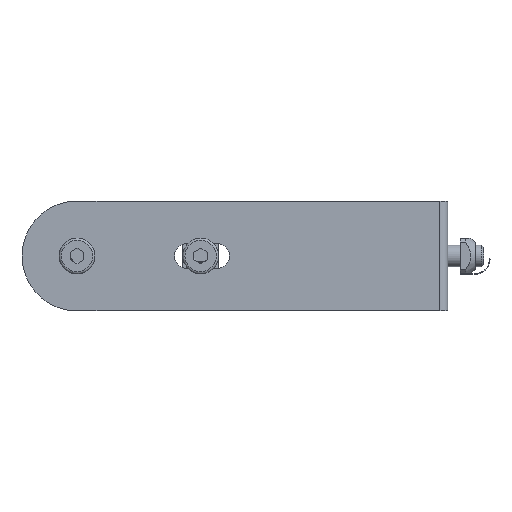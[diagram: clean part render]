
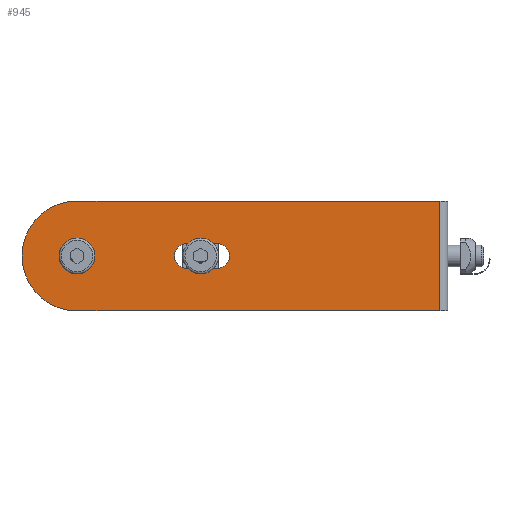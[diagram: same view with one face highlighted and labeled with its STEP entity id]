
A CAD part, left-side view. The second image highlights one B-rep face of the part: STEP entity #945.
In plain terms, the highlighted planar face has unit normal (-1, 0, 0).
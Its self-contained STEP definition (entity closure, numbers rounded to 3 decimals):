
#108=FACE_BOUND('',#202,.T.);
#109=FACE_BOUND('',#203,.T.);
#118=PLANE('',#1082);
#150=FACE_OUTER_BOUND('',#201,.T.);
#201=EDGE_LOOP('',(#671,#672,#673,#674));
#202=EDGE_LOOP('',(#675));
#203=EDGE_LOOP('',(#676,#677,#678,#679));
#261=LINE('',#1472,#337);
#263=LINE('',#1478,#339);
#264=LINE('',#1481,#340);
#265=LINE('',#1488,#341);
#266=LINE('',#1491,#342);
#337=VECTOR('',#1189,10.);
#339=VECTOR('',#1195,10.);
#340=VECTOR('',#1198,10.);
#341=VECTOR('',#1203,10.);
#342=VECTOR('',#1206,10.);
#415=CIRCLE('',#1083,20.);
#416=CIRCLE('',#1084,4.5);
#417=CIRCLE('',#1085,4.5);
#418=CIRCLE('',#1086,4.5);
#449=VERTEX_POINT('',#1469);
#450=VERTEX_POINT('',#1471);
#452=VERTEX_POINT('',#1477);
#453=VERTEX_POINT('',#1479);
#454=VERTEX_POINT('',#1482);
#455=VERTEX_POINT('',#1484);
#456=VERTEX_POINT('',#1485);
#457=VERTEX_POINT('',#1487);
#458=VERTEX_POINT('',#1489);
#537=EDGE_CURVE('',#449,#450,#261,.T.);
#540=EDGE_CURVE('',#449,#452,#263,.T.);
#541=EDGE_CURVE('',#453,#452,#415,.T.);
#542=EDGE_CURVE('',#453,#450,#264,.T.);
#543=EDGE_CURVE('',#454,#454,#416,.T.);
#544=EDGE_CURVE('',#455,#456,#417,.T.);
#545=EDGE_CURVE('',#456,#457,#265,.T.);
#546=EDGE_CURVE('',#457,#458,#418,.T.);
#547=EDGE_CURVE('',#458,#455,#266,.T.);
#671=ORIENTED_EDGE('',*,*,#537,.F.);
#672=ORIENTED_EDGE('',*,*,#540,.T.);
#673=ORIENTED_EDGE('',*,*,#541,.F.);
#674=ORIENTED_EDGE('',*,*,#542,.T.);
#675=ORIENTED_EDGE('',*,*,#543,.T.);
#676=ORIENTED_EDGE('',*,*,#544,.T.);
#677=ORIENTED_EDGE('',*,*,#545,.T.);
#678=ORIENTED_EDGE('',*,*,#546,.T.);
#679=ORIENTED_EDGE('',*,*,#547,.T.);
#945=ADVANCED_FACE('',(#150,#108,#109),#118,.T.);
#1082=AXIS2_PLACEMENT_3D('',#1476,#1193,#1194);
#1083=AXIS2_PLACEMENT_3D('',#1480,#1196,#1197);
#1084=AXIS2_PLACEMENT_3D('',#1483,#1199,#1200);
#1085=AXIS2_PLACEMENT_3D('',#1486,#1201,#1202);
#1086=AXIS2_PLACEMENT_3D('',#1490,#1204,#1205);
#1189=DIRECTION('',(0.,0.,-1.));
#1193=DIRECTION('center_axis',(-1.,0.,0.));
#1194=DIRECTION('ref_axis',(0.,0.,1.));
#1195=DIRECTION('',(0.,1.,0.));
#1196=DIRECTION('center_axis',(1.,0.,0.));
#1197=DIRECTION('ref_axis',(0.,0.707,-0.707));
#1198=DIRECTION('',(0.,-1.,0.));
#1199=DIRECTION('center_axis',(1.,0.,0.));
#1200=DIRECTION('ref_axis',(0.,0.,-1.));
#1201=DIRECTION('center_axis',(1.,0.,0.));
#1202=DIRECTION('ref_axis',(0.,0.,-1.));
#1203=DIRECTION('',(0.,-1.,0.));
#1204=DIRECTION('center_axis',(1.,0.,0.));
#1205=DIRECTION('ref_axis',(0.,0.,1.));
#1206=DIRECTION('',(0.,1.,0.));
#1469=CARTESIAN_POINT('',(-1.5,1.5,20.));
#1471=CARTESIAN_POINT('',(-1.5,1.5,-20.));
#1472=CARTESIAN_POINT('',(-1.5,1.5,0.));
#1476=CARTESIAN_POINT('Origin',(-1.5,-1.5,0.));
#1477=CARTESIAN_POINT('',(-1.5,133.5,20.));
#1478=CARTESIAN_POINT('',(-1.5,153.5,20.));
#1479=CARTESIAN_POINT('',(-1.5,133.5,-20.));
#1480=CARTESIAN_POINT('Origin',(-1.5,133.5,0.));
#1481=CARTESIAN_POINT('',(-1.5,153.5,-20.));
#1482=CARTESIAN_POINT('',(-1.5,133.5,4.5));
#1483=CARTESIAN_POINT('Origin',(-1.5,133.5,0.));
#1484=CARTESIAN_POINT('',(-1.5,93.5,-4.5));
#1485=CARTESIAN_POINT('',(-1.5,93.5,4.5));
#1486=CARTESIAN_POINT('Origin',(-1.5,93.5,0.));
#1487=CARTESIAN_POINT('',(-1.5,82.5,4.5));
#1488=CARTESIAN_POINT('',(-1.5,46.,4.5));
#1489=CARTESIAN_POINT('',(-1.5,82.5,-4.5));
#1490=CARTESIAN_POINT('Origin',(-1.5,82.5,0.));
#1491=CARTESIAN_POINT('',(-1.5,40.5,-4.5));
